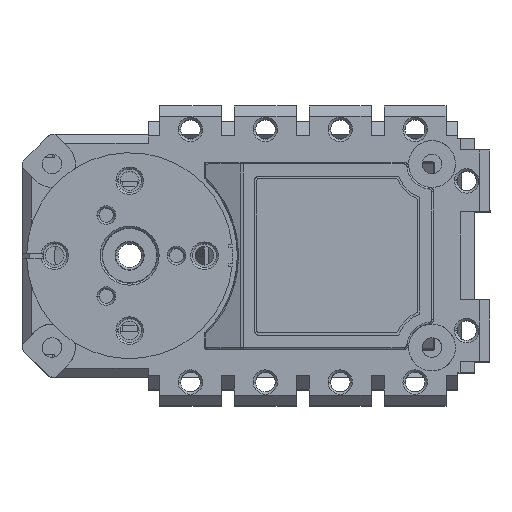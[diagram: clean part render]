
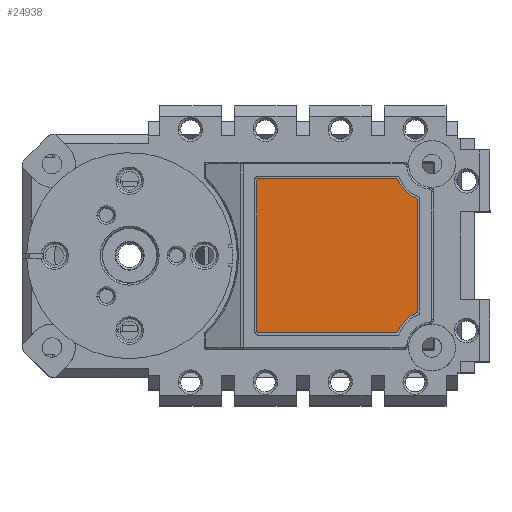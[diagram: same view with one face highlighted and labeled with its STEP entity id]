
A CAD part, top view. The second image highlights one B-rep face of the part: STEP entity #24938.
In plain terms, the highlighted planar face has unit normal (0, 0, 1).
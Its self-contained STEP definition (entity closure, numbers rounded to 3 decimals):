
#1046 = DIRECTION ( 'NONE',  ( 0., 0., -1. ) ) ;
#1048 = CARTESIAN_POINT ( 'NONE',  ( 13.83, 8., 17.95 ) ) ;
#1074 = DIRECTION ( 'NONE',  ( 0., 0., -1. ) ) ;
#1076 = DIRECTION ( 'NONE',  ( 1., 0., 0. ) ) ;
#1100 = CARTESIAN_POINT ( 'NONE',  ( 30.75, 0., 17.95 ) ) ;
#1101 = DIRECTION ( 'NONE',  ( 0., 0., -1. ) ) ;
#1113 = CARTESIAN_POINT ( 'NONE',  ( 32.3, 9.8, 17.95 ) ) ;
#1125 = DIRECTION ( 'NONE',  ( 1., 0., 0. ) ) ;
#1133 = CARTESIAN_POINT ( 'NONE',  ( 21.28, 8.25, 17.95 ) ) ;
#1139 = CARTESIAN_POINT ( 'NONE',  ( 13.58, 0., 17.95 ) ) ;
#1141 = DIRECTION ( 'NONE',  ( 0., -1., 0. ) ) ;
#1160 = DIRECTION ( 'NONE',  ( 0., 0., -1. ) ) ;
#1161 = DIRECTION ( 'NONE',  ( 0., -1., 0. ) ) ;
#1167 = CARTESIAN_POINT ( 'NONE',  ( 32.3, -9.8, 17.95 ) ) ;
#1168 = DIRECTION ( 'NONE',  ( 1., 0., 0. ) ) ;
#1191 = CARTESIAN_POINT ( 'NONE',  ( 13.83, -8., 17.95 ) ) ;
#1196 = CARTESIAN_POINT ( 'NONE',  ( 21.28, -8.25, 17.95 ) ) ;
#1267 = DIRECTION ( 'NONE',  ( 0., 1., 0. ) ) ;
#1272 = DIRECTION ( 'NONE',  ( 1., 0., 0. ) ) ;
#1319 = DIRECTION ( 'NONE',  ( -1., 0., 0. ) ) ;
#2211 = CARTESIAN_POINT ( 'NONE',  ( 28.558, -8.25, 17.95 ) ) ;
#2588 = CARTESIAN_POINT ( 'NONE',  ( 30.75, 6.058, 17.95 ) ) ;
#2607 = CARTESIAN_POINT ( 'NONE',  ( 30.75, -6.058, 17.95 ) ) ;
#3466 = ORIENTED_EDGE ( 'NONE', *, *, #14491, .T. ) ;
#3467 = ORIENTED_EDGE ( 'NONE', *, *, #14488, .T. ) ;
#3468 = ORIENTED_EDGE ( 'NONE', *, *, #14485, .T. ) ;
#3469 = ORIENTED_EDGE ( 'NONE', *, *, #14482, .F. ) ;
#3470 = ORIENTED_EDGE ( 'NONE', *, *, #14476, .T. ) ;
#3471 = ORIENTED_EDGE ( 'NONE', *, *, #14479, .F. ) ;
#3472 = ORIENTED_EDGE ( 'NONE', *, *, #14475, .T. ) ;
#3473 = ORIENTED_EDGE ( 'NONE', *, *, #14470, .T. ) ;
#4664 = CARTESIAN_POINT ( 'NONE',  ( 13.83, -8.25, 17.95 ) ) ;
#4717 = CARTESIAN_POINT ( 'NONE',  ( 13.58, -8., 17.95 ) ) ;
#4720 = CARTESIAN_POINT ( 'NONE',  ( 28.558, 8.25, 17.95 ) ) ;
#7015 = CARTESIAN_POINT ( 'NONE',  ( 13.58, 8., 17.95 ) ) ;
#7227 = CARTESIAN_POINT ( 'NONE',  ( 13.83, 8.25, 17.95 ) ) ;
#13899 = AXIS2_PLACEMENT_3D ( 'NONE', #36715, #36841, #36651 ) ;
#14470 = EDGE_CURVE ( 'NONE', #38691, #39009, #46424, .T. ) ;
#14475 = EDGE_CURVE ( 'NONE', #41176, #38691, #46417, .T. ) ;
#14476 = EDGE_CURVE ( 'NONE', #38230, #41229, #46432, .T. ) ;
#14479 = EDGE_CURVE ( 'NONE', #41176, #41229, #46438, .T. ) ;
#14482 = EDGE_CURVE ( 'NONE', #38230, #38442, #46443, .T. ) ;
#14485 = EDGE_CURVE ( 'NONE', #41232, #38442, #46446, .T. ) ;
#14488 = EDGE_CURVE ( 'NONE', #38998, #41232, #46454, .T. ) ;
#14491 = EDGE_CURVE ( 'NONE', #39009, #38998, #46451, .T. ) ;
#15088 = AXIS2_PLACEMENT_3D ( 'NONE', #1167, #1160, #1161 ) ;
#15090 = AXIS2_PLACEMENT_3D ( 'NONE', #1113, #1074, #1272 ) ;
#15091 = AXIS2_PLACEMENT_3D ( 'NONE', #1191, #1046, #1076 ) ;
#15093 = AXIS2_PLACEMENT_3D ( 'NONE', #1048, #1101, #1125 ) ;
#18868 = FACE_OUTER_BOUND ( 'NONE', #22522, .T. ) ;
#22522 = EDGE_LOOP ( 'NONE', ( #3466, #3467, #3468, #3469, #3470, #3471, #3472, #3473 ) ) ;
#24938 = ADVANCED_FACE ( 'NONE', ( #18868 ), #36257, .T. ) ;
#36257 = PLANE ( 'NONE',  #13899 ) ;
#36651 = DIRECTION ( 'NONE',  ( 1., 0., 0. ) ) ;
#36715 = CARTESIAN_POINT ( 'NONE',  ( 0., 0., 17.95 ) ) ;
#36841 = DIRECTION ( 'NONE',  ( 0., 0., 1. ) ) ;
#38230 = VERTEX_POINT ( 'NONE', #7015 ) ;
#38442 = VERTEX_POINT ( 'NONE', #7227 ) ;
#38691 = VERTEX_POINT ( 'NONE', #2211 ) ;
#38998 = VERTEX_POINT ( 'NONE', #2588 ) ;
#39009 = VERTEX_POINT ( 'NONE', #2607 ) ;
#41176 = VERTEX_POINT ( 'NONE', #4664 ) ;
#41229 = VERTEX_POINT ( 'NONE', #4717 ) ;
#41232 = VERTEX_POINT ( 'NONE', #4720 ) ;
#46417 = LINE ( 'NONE', #1196, #46431 ) ;
#46424 = CIRCLE ( 'NONE', #15088, 4.05 ) ;
#46431 = VECTOR ( 'NONE', #1168, 1000. ) ;
#46432 = LINE ( 'NONE', #1139, #46433 ) ;
#46433 = VECTOR ( 'NONE', #1141, 1000. ) ;
#46438 = CIRCLE ( 'NONE', #15091, 0.25 ) ;
#46443 = CIRCLE ( 'NONE', #15093, 0.25 ) ;
#46446 = LINE ( 'NONE', #1133, #46447 ) ;
#46447 = VECTOR ( 'NONE', #1319, 1000. ) ;
#46451 = LINE ( 'NONE', #1100, #46457 ) ;
#46454 = CIRCLE ( 'NONE', #15090, 4.05 ) ;
#46457 = VECTOR ( 'NONE', #1267, 1000. ) ;
